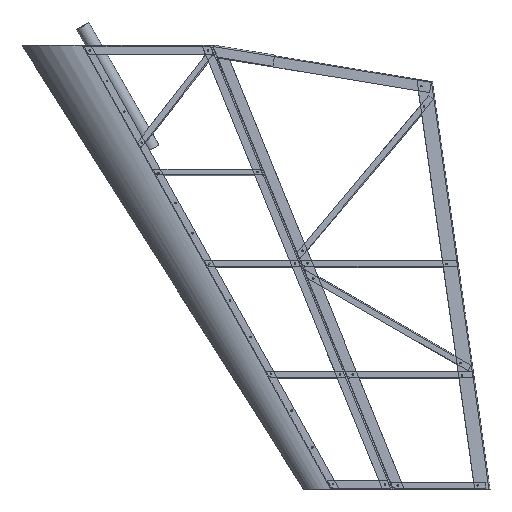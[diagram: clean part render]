
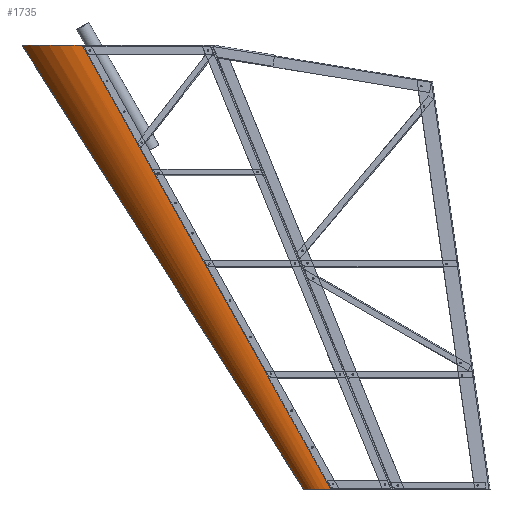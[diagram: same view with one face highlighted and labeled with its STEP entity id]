
A CAD part, top view. The second image highlights one B-rep face of the part: STEP entity #1735.
In plain terms, the highlighted free-form (B-spline) face has degree [3, 3] with [20, 4] control points.
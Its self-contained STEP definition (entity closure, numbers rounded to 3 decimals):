
#1565 = VERTEX_POINT('',#1566);
#1566 = CARTESIAN_POINT('',(130.062,0.,73.808));
#1571 = EDGE_CURVE('',#1565,#1572,#1574,.T.);
#1572 = VERTEX_POINT('',#1573);
#1573 = CARTESIAN_POINT('',(708.148,-1031.442,
    36.728));
#1574 = B_SPLINE_CURVE_WITH_KNOTS('',1,(#1575,#1576),.UNSPECIFIED.,.F.,
  .F.,(2,2),(0.,904.554),.PIECEWISE_BEZIER_KNOTS.);
#1575 = CARTESIAN_POINT('',(130.062,0.,73.808));
#1576 = CARTESIAN_POINT('',(708.148,-1031.442,
    36.728));
#1735 = ADVANCED_FACE('',(#1736),#1784,.T.);
#1736 = FACE_BOUND('',#1737,.T.);
#1737 = EDGE_LOOP('',(#1738,#1763,#1770,#1783));
#1738 = ORIENTED_EDGE('',*,*,#1739,.T.);
#1739 = EDGE_CURVE('',#1565,#1740,#1742,.T.);
#1740 = VERTEX_POINT('',#1741);
#1741 = CARTESIAN_POINT('',(-8.69,0.,10.98));
#1742 = B_SPLINE_CURVE_WITH_KNOTS('',3,(#1743,#1744,#1745,#1746,#1747,
    #1748,#1749,#1750,#1751,#1752,#1753,#1754,#1755,#1756,#1757,#1758,
    #1759,#1760,#1761,#1762),.UNSPECIFIED.,.F.,.F.,(4,1,1,1,1,1,1,1,1,1,
    1,1,1,2,1,1,4),(0.,0.046,0.092,
    0.185,0.277,0.323,0.369,
    0.415,0.461,0.554,0.669,
    0.738,0.831,0.923,0.938,
    0.969,1.),.UNSPECIFIED.);
#1743 = CARTESIAN_POINT('',(130.062,0.,73.808));
#1744 = CARTESIAN_POINT('',(127.623,0.,74.017));
#1745 = CARTESIAN_POINT('',(122.735,0.,74.321));
#1746 = CARTESIAN_POINT('',(112.941,0.,74.466));
#1747 = CARTESIAN_POINT('',(100.706,0.,73.782));
#1748 = CARTESIAN_POINT('',(88.59,0.,71.949));
#1749 = CARTESIAN_POINT('',(79.033,0.,69.804));
#1750 = CARTESIAN_POINT('',(71.949,0.,67.858));
#1751 = CARTESIAN_POINT('',(64.965,0.,65.581));
#1752 = CARTESIAN_POINT('',(55.806,0.,62.11));
#1753 = CARTESIAN_POINT('',(43.57,0.,56.455));
#1754 = CARTESIAN_POINT('',(30.943,0.,48.902));
#1755 = CARTESIAN_POINT('',(19.096,0.,40.204));
#1756 = CARTESIAN_POINT('',(8.925,0.,31.359));
#1757 = CARTESIAN_POINT('',(2.165,0.,24.259));
#1758 = CARTESIAN_POINT('',(-1.573,0.,19.938));
#1759 = CARTESIAN_POINT('',(-3.458,0.,17.739));
#1760 = CARTESIAN_POINT('',(-7.021,0.,13.271));
#1761 = CARTESIAN_POINT('',(-8.597,0.,11.105));
#1762 = CARTESIAN_POINT('',(-8.69,0.,10.98));
#1763 = ORIENTED_EDGE('',*,*,#1764,.T.);
#1764 = EDGE_CURVE('',#1740,#1765,#1767,.T.);
#1765 = VERTEX_POINT('',#1766);
#1766 = CARTESIAN_POINT('',(645.366,-1031.442,
    10.212));
#1767 = B_SPLINE_CURVE_WITH_KNOTS('',1,(#1768,#1769),.UNSPECIFIED.,.F.,
  .F.,(2,2),(0.,933.886),.PIECEWISE_BEZIER_KNOTS.);
#1768 = CARTESIAN_POINT('',(-8.69,0.,10.98));
#1769 = CARTESIAN_POINT('',(645.366,-1031.442,
    10.212));
#1770 = ORIENTED_EDGE('',*,*,#1771,.F.);
#1771 = EDGE_CURVE('',#1572,#1765,#1772,.T.);
#1772 = B_SPLINE_CURVE_WITH_KNOTS('',4,(#1773,#1774,#1775,#1776,#1777,
    #1778,#1779,#1780,#1781,#1782),.UNSPECIFIED.,.F.,.F.,(5,1,1,1,1,1,5)
  ,(-0.816,-0.734,-0.579,-0.449,
    -0.319,-0.191,0.),.UNSPECIFIED.);
#1773 = CARTESIAN_POINT('',(708.148,-1031.442,
    36.728));
#1774 = CARTESIAN_POINT('',(705.552,-1031.442,
    36.95));
#1775 = CARTESIAN_POINT('',(698.928,-1031.442,
    37.311));
#1776 = CARTESIAN_POINT('',(692.519,-1031.442,
    36.688));
#1777 = CARTESIAN_POINT('',(681.131,-1031.442,
    35.873));
#1778 = CARTESIAN_POINT('',(668.803,-1031.442,
    31.435));
#1779 = CARTESIAN_POINT('',(659.388,-1031.442,
    26.605));
#1780 = CARTESIAN_POINT('',(651.039,-1031.442,
    18.921));
#1781 = CARTESIAN_POINT('',(647.315,-1031.442,
    13.758));
#1782 = CARTESIAN_POINT('',(645.366,-1031.442,
    10.212));
#1783 = ORIENTED_EDGE('',*,*,#1571,.F.);
#1784 = B_SPLINE_SURFACE_WITH_KNOTS('',3,3,(
    (#1785,#1786,#1787,#1788)
    ,(#1789,#1790,#1791,#1792)
    ,(#1793,#1794,#1795,#1796)
    ,(#1797,#1798,#1799,#1800)
    ,(#1801,#1802,#1803,#1804)
    ,(#1805,#1806,#1807,#1808)
    ,(#1809,#1810,#1811,#1812)
    ,(#1813,#1814,#1815,#1816)
    ,(#1817,#1818,#1819,#1820)
    ,(#1821,#1822,#1823,#1824)
    ,(#1825,#1826,#1827,#1828)
    ,(#1829,#1830,#1831,#1832)
    ,(#1833,#1834,#1835,#1836)
    ,(#1837,#1838,#1839,#1840)
    ,(#1841,#1842,#1843,#1844)
    ,(#1845,#1846,#1847,#1848)
    ,(#1849,#1850,#1851,#1852)
    ,(#1853,#1854,#1855,#1856)
    ,(#1857,#1858,#1859,#1860)
    ,(#1861,#1862,#1863,#1864
    )),.UNSPECIFIED.,.F.,.F.,.F.,(4,1,1,1,1,1,1,1,1,1,1,1,1,2,1,1,4),(4,
    4),(0.,0.046,0.092,0.185,
    0.277,0.323,0.369,0.415,
    0.461,0.554,0.669,0.738,
    0.831,0.923,0.938,0.969,1.),(0.,
    1.),.UNSPECIFIED.);
#1785 = CARTESIAN_POINT('',(130.062,0.,73.808));
#1786 = CARTESIAN_POINT('',(322.757,-343.814,
    61.448));
#1787 = CARTESIAN_POINT('',(515.452,-687.628,
    49.088));
#1788 = CARTESIAN_POINT('',(708.148,-1031.442,
    36.728));
#1789 = CARTESIAN_POINT('',(127.623,0.,74.017));
#1790 = CARTESIAN_POINT('',(320.604,-343.814,
    61.632));
#1791 = CARTESIAN_POINT('',(513.585,-687.628,
    49.248));
#1792 = CARTESIAN_POINT('',(706.565,-1031.442,
    36.863));
#1793 = CARTESIAN_POINT('',(122.735,0.,74.321));
#1794 = CARTESIAN_POINT('',(316.336,-343.814,
    61.902));
#1795 = CARTESIAN_POINT('',(509.936,-687.628,
    49.482));
#1796 = CARTESIAN_POINT('',(703.537,-1031.442,
    37.063));
#1797 = CARTESIAN_POINT('',(112.941,0.,74.466));
#1798 = CARTESIAN_POINT('',(308.028,-343.814,
    62.022));
#1799 = CARTESIAN_POINT('',(503.12,-687.628,
    49.577));
#1800 = CARTESIAN_POINT('',(698.207,-1031.442,
    37.133));
#1801 = CARTESIAN_POINT('',(100.706,0.,73.782));
#1802 = CARTESIAN_POINT('',(297.945,-343.814,
    61.437));
#1803 = CARTESIAN_POINT('',(495.189,-687.628,
    49.091));
#1804 = CARTESIAN_POINT('',(692.428,-1031.442,
    36.745));
#1805 = CARTESIAN_POINT('',(88.59,0.,71.949));
#1806 = CARTESIAN_POINT('',(287.627,-343.814,
    59.984));
#1807 = CARTESIAN_POINT('',(486.657,-687.628,
    48.022));
#1808 = CARTESIAN_POINT('',(685.694,-1031.442,
    36.057));
#1809 = CARTESIAN_POINT('',(79.033,0.,69.804));
#1810 = CARTESIAN_POINT('',(279.33,-343.814,
    58.179));
#1811 = CARTESIAN_POINT('',(479.626,-687.628,
    46.556));
#1812 = CARTESIAN_POINT('',(679.923,-1031.442,
    34.931));
#1813 = CARTESIAN_POINT('',(71.949,0.,67.858));
#1814 = CARTESIAN_POINT('',(273.185,-343.814,
    56.483));
#1815 = CARTESIAN_POINT('',(474.42,-687.628,
    45.112));
#1816 = CARTESIAN_POINT('',(675.657,-1031.442,
    33.737));
#1817 = CARTESIAN_POINT('',(64.965,0.,65.581));
#1818 = CARTESIAN_POINT('',(267.179,-343.814,
    54.489));
#1819 = CARTESIAN_POINT('',(469.395,-687.628,
    43.398));
#1820 = CARTESIAN_POINT('',(671.609,-1031.442,
    32.306));
#1821 = CARTESIAN_POINT('',(55.806,0.,62.11));
#1822 = CARTESIAN_POINT('',(259.441,-343.814,
    51.49));
#1823 = CARTESIAN_POINT('',(463.079,-687.628,
    40.874));
#1824 = CARTESIAN_POINT('',(666.715,-1031.442,
    30.254));
#1825 = CARTESIAN_POINT('',(43.57,0.,56.455));
#1826 = CARTESIAN_POINT('',(249.387,-343.814,
    46.699));
#1827 = CARTESIAN_POINT('',(455.204,-687.628,
    36.945));
#1828 = CARTESIAN_POINT('',(661.021,-1031.442,
    27.19));
#1829 = CARTESIAN_POINT('',(30.943,0.,48.902));
#1830 = CARTESIAN_POINT('',(239.059,-343.814,
    40.134));
#1831 = CARTESIAN_POINT('',(447.172,-687.628,
    31.363));
#1832 = CARTESIAN_POINT('',(655.289,-1031.442,
    22.595));
#1833 = CARTESIAN_POINT('',(19.096,0.,40.204));
#1834 = CARTESIAN_POINT('',(229.667,-343.814,
    32.826));
#1835 = CARTESIAN_POINT('',(440.237,-687.628,
    25.446));
#1836 = CARTESIAN_POINT('',(650.809,-1031.442,
    18.068));
#1837 = CARTESIAN_POINT('',(8.925,0.,31.359));
#1838 = CARTESIAN_POINT('',(221.936,-343.814,
    25.733));
#1839 = CARTESIAN_POINT('',(434.943,-687.628,
    20.102));
#1840 = CARTESIAN_POINT('',(647.954,-1031.442,
    14.476));
#1841 = CARTESIAN_POINT('',(2.165,0.,24.259));
#1842 = CARTESIAN_POINT('',(217.006,-343.814,
    20.333));
#1843 = CARTESIAN_POINT('',(431.85,-687.628,
    16.408));
#1844 = CARTESIAN_POINT('',(646.691,-1031.442,
    12.482));
#1845 = CARTESIAN_POINT('',(-1.573,0.,19.938));
#1846 = CARTESIAN_POINT('',(214.331,-343.814,
    17.148));
#1847 = CARTESIAN_POINT('',(430.236,-687.628,
    14.356));
#1848 = CARTESIAN_POINT('',(646.141,-1031.442,
    11.566));
#1849 = CARTESIAN_POINT('',(-3.458,0.,17.739));
#1850 = CARTESIAN_POINT('',(213.,-343.814,
    15.557));
#1851 = CARTESIAN_POINT('',(429.46,-687.628,
    13.373));
#1852 = CARTESIAN_POINT('',(645.918,-1031.442,
    11.19));
#1853 = CARTESIAN_POINT('',(-7.021,0.,13.271));
#1854 = CARTESIAN_POINT('',(210.524,-343.814,
    12.4));
#1855 = CARTESIAN_POINT('',(428.068,-687.628,
    11.528));
#1856 = CARTESIAN_POINT('',(645.612,-1031.442,
    10.657));
#1857 = CARTESIAN_POINT('',(-8.597,0.,11.105));
#1858 = CARTESIAN_POINT('',(209.413,-343.814,
    10.851));
#1859 = CARTESIAN_POINT('',(427.427,-687.628,
    10.595));
#1860 = CARTESIAN_POINT('',(645.437,-1031.442,
    10.341));
#1861 = CARTESIAN_POINT('',(-8.69,0.,10.98));
#1862 = CARTESIAN_POINT('',(209.329,-343.814,
    10.724));
#1863 = CARTESIAN_POINT('',(427.347,-687.628,
    10.468));
#1864 = CARTESIAN_POINT('',(645.366,-1031.442,
    10.212));
